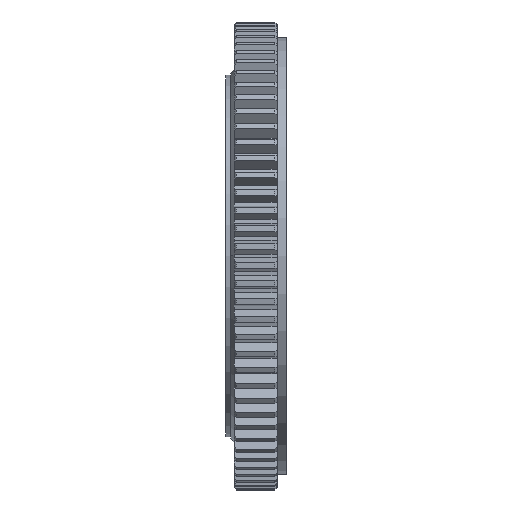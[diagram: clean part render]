
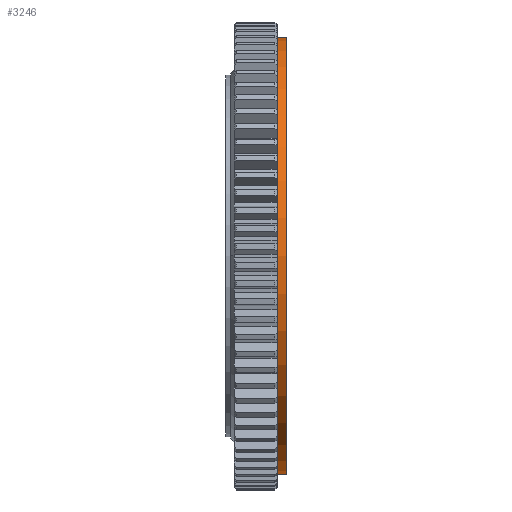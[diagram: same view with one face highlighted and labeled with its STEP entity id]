
A CAD part, left-side view. The second image highlights one B-rep face of the part: STEP entity #3246.
In plain terms, the highlighted cylindrical face has radius 305 mm (diameter 610 mm), a partial arc.
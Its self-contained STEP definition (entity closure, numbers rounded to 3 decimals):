
#69 = EDGE_CURVE ( 'NONE', #17005, #770, #4381, .T. ) ;
#510 = CARTESIAN_POINT ( 'NONE',  ( 0., 68.261, 305. ) ) ;
#583 = CARTESIAN_POINT ( 'NONE',  ( 0., -29.5, 305. ) ) ;
#770 = VERTEX_POINT ( 'NONE', #583 ) ;
#1621 = ORIENTED_EDGE ( 'NONE', *, *, #9863, .F. ) ;
#1675 = AXIS2_PLACEMENT_3D ( 'NONE', #20927, #6212, #2640 ) ;
#2578 = VERTEX_POINT ( 'NONE', #14907 ) ;
#2640 = DIRECTION ( 'NONE',  ( 0., 0., 1. ) ) ;
#3246 = ADVANCED_FACE ( 'NONE', ( #18873 ), #3648, .T. ) ;
#3648 = CYLINDRICAL_SURFACE ( 'NONE', #1675, 305. ) ;
#4381 = CIRCLE ( 'NONE', #9609, 305. ) ;
#5929 = CARTESIAN_POINT ( 'NONE',  ( 0., -29.5, 0. ) ) ;
#6212 = DIRECTION ( 'NONE',  ( 0., 1., 0. ) ) ;
#6254 = DIRECTION ( 'NONE',  ( 0., -1., 0. ) ) ;
#6572 = ORIENTED_EDGE ( 'NONE', *, *, #69, .F. ) ;
#9134 = DIRECTION ( 'NONE',  ( 0., 1., 0. ) ) ;
#9609 = AXIS2_PLACEMENT_3D ( 'NONE', #5929, #20463, #20553 ) ;
#9863 = EDGE_CURVE ( 'NONE', #2578, #18485, #19104, .T. ) ;
#11375 = AXIS2_PLACEMENT_3D ( 'NONE', #17276, #6254, #19137 ) ;
#11446 = EDGE_CURVE ( 'NONE', #2578, #770, #19587, .T. ) ;
#11471 = DIRECTION ( 'NONE',  ( 0., 1., 0. ) ) ;
#13831 = CARTESIAN_POINT ( 'NONE',  ( 0., -29.5, -305. ) ) ;
#14682 = ORIENTED_EDGE ( 'NONE', *, *, #11446, .T. ) ;
#14907 = CARTESIAN_POINT ( 'NONE',  ( 0., -42.5, 305. ) ) ;
#16018 = EDGE_CURVE ( 'NONE', #18485, #17005, #18386, .T. ) ;
#17005 = VERTEX_POINT ( 'NONE', #13831 ) ;
#17234 = VECTOR ( 'NONE', #9134, 1000. ) ;
#17276 = CARTESIAN_POINT ( 'NONE',  ( 0., -42.5, 0. ) ) ;
#18386 = LINE ( 'NONE', #22002, #17234 ) ;
#18443 = VECTOR ( 'NONE', #11471, 1000. ) ;
#18485 = VERTEX_POINT ( 'NONE', #22409 ) ;
#18873 = FACE_OUTER_BOUND ( 'NONE', #19441, .T. ) ;
#19104 = CIRCLE ( 'NONE', #11375, 305. ) ;
#19137 = DIRECTION ( 'NONE',  ( 0., 0., 1. ) ) ;
#19441 = EDGE_LOOP ( 'NONE', ( #21495, #1621, #14682, #6572 ) ) ;
#19587 = LINE ( 'NONE', #510, #18443 ) ;
#20463 = DIRECTION ( 'NONE',  ( 0., 1., 0. ) ) ;
#20553 = DIRECTION ( 'NONE',  ( 0., 0., 1. ) ) ;
#20927 = CARTESIAN_POINT ( 'NONE',  ( 0., 68.261, 0. ) ) ;
#21495 = ORIENTED_EDGE ( 'NONE', *, *, #16018, .F. ) ;
#22002 = CARTESIAN_POINT ( 'NONE',  ( 0., 68.261, -305. ) ) ;
#22409 = CARTESIAN_POINT ( 'NONE',  ( 0., -42.5, -305. ) ) ;
